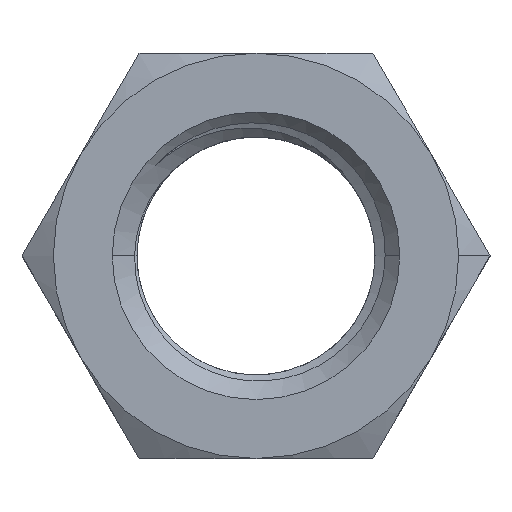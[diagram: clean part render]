
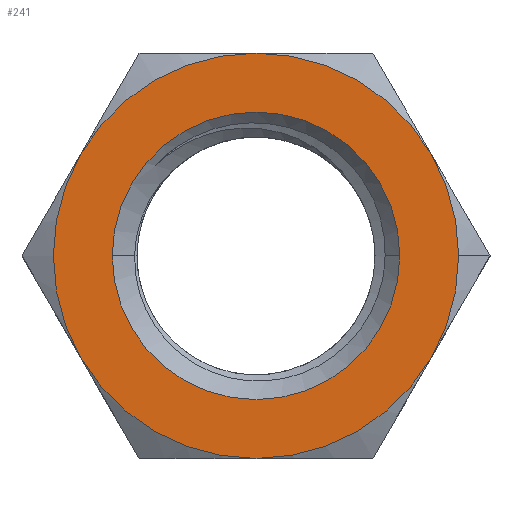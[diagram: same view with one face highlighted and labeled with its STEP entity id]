
A CAD part, top view. The second image highlights one B-rep face of the part: STEP entity #241.
In plain terms, the highlighted planar face has unit normal (0, 0, 1).
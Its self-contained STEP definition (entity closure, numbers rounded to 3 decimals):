
#14 = EDGE_CURVE ( 'NONE', #677, #2141, #1725, .T. ) ;
#21 = CARTESIAN_POINT ( 'NONE',  ( 0., 0., 48. ) ) ;
#43 = CARTESIAN_POINT ( 'NONE',  ( 38.971, -22.5, 48. ) ) ;
#91 = CARTESIAN_POINT ( 'NONE',  ( 0., 0., 48. ) ) ;
#127 = EDGE_CURVE ( 'NONE', #3383, #680, #1592, .T. ) ;
#139 = DIRECTION ( 'NONE',  ( 1., 0., 0. ) ) ;
#193 = DIRECTION ( 'NONE',  ( 0., 0., 1. ) ) ;
#198 = EDGE_CURVE ( 'NONE', #2711, #3383, #3322, .T. ) ;
#241 = ADVANCED_FACE ( 'NONE', ( #1746, #738 ), #2493, .T. ) ;
#311 = DIRECTION ( 'NONE',  ( 1., 0., 0. ) ) ;
#334 = CARTESIAN_POINT ( 'NONE',  ( 0., 0., 48. ) ) ;
#336 = CARTESIAN_POINT ( 'NONE',  ( 0., -45., 48. ) ) ;
#355 = VERTEX_POINT ( 'NONE', #3004 ) ;
#414 = EDGE_CURVE ( 'NONE', #355, #2638, #906, .T. ) ;
#473 = ORIENTED_EDGE ( 'NONE', *, *, #1530, .T. ) ;
#477 = CARTESIAN_POINT ( 'NONE',  ( 45., 0., 48. ) ) ;
#516 = ORIENTED_EDGE ( 'NONE', *, *, #2060, .T. ) ;
#547 = EDGE_CURVE ( 'NONE', #680, #2152, #1900, .T. ) ;
#677 = VERTEX_POINT ( 'NONE', #1797 ) ;
#680 = VERTEX_POINT ( 'NONE', #477 ) ;
#713 = AXIS2_PLACEMENT_3D ( 'NONE', #91, #3311, #1735 ) ;
#738 = FACE_OUTER_BOUND ( 'NONE', #3224, .T. ) ;
#784 = CARTESIAN_POINT ( 'NONE',  ( 38.971, 22.5, 48. ) ) ;
#863 = CIRCLE ( 'NONE', #2220, 45. ) ;
#899 = ORIENTED_EDGE ( 'NONE', *, *, #14, .T. ) ;
#905 = AXIS2_PLACEMENT_3D ( 'NONE', #3102, #1485, #139 ) ;
#906 = CIRCLE ( 'NONE', #713, 31.925 ) ;
#1021 = EDGE_CURVE ( 'NONE', #2141, #2711, #863, .T. ) ;
#1207 = AXIS2_PLACEMENT_3D ( 'NONE', #3121, #2870, #3451 ) ;
#1301 = ORIENTED_EDGE ( 'NONE', *, *, #414, .T. ) ;
#1337 = DIRECTION ( 'NONE',  ( 0., 0., 1. ) ) ;
#1341 = DIRECTION ( 'NONE',  ( 0., 0., 1. ) ) ;
#1363 = DIRECTION ( 'NONE',  ( 1., 0., 0. ) ) ;
#1390 = ORIENTED_EDGE ( 'NONE', *, *, #547, .T. ) ;
#1408 = DIRECTION ( 'NONE',  ( 1., 0., 0. ) ) ;
#1434 = CARTESIAN_POINT ( 'NONE',  ( 0., 45., 48. ) ) ;
#1485 = DIRECTION ( 'NONE',  ( 0., 0., 1. ) ) ;
#1530 = EDGE_CURVE ( 'NONE', #2638, #355, #3054, .T. ) ;
#1552 = CARTESIAN_POINT ( 'NONE',  ( 0., 0., 48. ) ) ;
#1566 = AXIS2_PLACEMENT_3D ( 'NONE', #2155, #2992, #2706 ) ;
#1592 = CIRCLE ( 'NONE', #2336, 45. ) ;
#1640 = DIRECTION ( 'NONE',  ( 0., 0., 1. ) ) ;
#1725 = CIRCLE ( 'NONE', #2163, 45. ) ;
#1729 = VERTEX_POINT ( 'NONE', #1434 ) ;
#1735 = DIRECTION ( 'NONE',  ( 1., 0., 0. ) ) ;
#1746 = FACE_BOUND ( 'NONE', #3263, .T. ) ;
#1788 = AXIS2_PLACEMENT_3D ( 'NONE', #334, #1930, #1408 ) ;
#1797 = CARTESIAN_POINT ( 'NONE',  ( -38.971, 22.5, 48. ) ) ;
#1900 = CIRCLE ( 'NONE', #905, 45. ) ;
#1930 = DIRECTION ( 'NONE',  ( 0., 0., 1. ) ) ;
#2060 = EDGE_CURVE ( 'NONE', #2152, #1729, #2314, .T. ) ;
#2088 = AXIS2_PLACEMENT_3D ( 'NONE', #21, #1337, #1363 ) ;
#2119 = CARTESIAN_POINT ( 'NONE',  ( -38.971, -22.5, 48. ) ) ;
#2141 = VERTEX_POINT ( 'NONE', #2119 ) ;
#2152 = VERTEX_POINT ( 'NONE', #784 ) ;
#2155 = CARTESIAN_POINT ( 'NONE',  ( 0., 0., 48. ) ) ;
#2163 = AXIS2_PLACEMENT_3D ( 'NONE', #2319, #193, #3398 ) ;
#2220 = AXIS2_PLACEMENT_3D ( 'NONE', #3231, #1640, #311 ) ;
#2314 = CIRCLE ( 'NONE', #2397, 45. ) ;
#2319 = CARTESIAN_POINT ( 'NONE',  ( 0., 0., 48. ) ) ;
#2336 = AXIS2_PLACEMENT_3D ( 'NONE', #2436, #1341, #2688 ) ;
#2397 = AXIS2_PLACEMENT_3D ( 'NONE', #1552, #3421, #2400 ) ;
#2400 = DIRECTION ( 'NONE',  ( 1., 0., 0. ) ) ;
#2404 = ORIENTED_EDGE ( 'NONE', *, *, #2930, .T. ) ;
#2436 = CARTESIAN_POINT ( 'NONE',  ( 0., 0., 48. ) ) ;
#2484 = CIRCLE ( 'NONE', #2088, 45. ) ;
#2493 = PLANE ( 'NONE',  #1788 ) ;
#2638 = VERTEX_POINT ( 'NONE', #2994 ) ;
#2688 = DIRECTION ( 'NONE',  ( 1., 0., 0. ) ) ;
#2706 = DIRECTION ( 'NONE',  ( 1., 0., 0. ) ) ;
#2711 = VERTEX_POINT ( 'NONE', #336 ) ;
#2855 = ORIENTED_EDGE ( 'NONE', *, *, #1021, .T. ) ;
#2870 = DIRECTION ( 'NONE',  ( 0., 0., -1. ) ) ;
#2930 = EDGE_CURVE ( 'NONE', #1729, #677, #2484, .T. ) ;
#2970 = ORIENTED_EDGE ( 'NONE', *, *, #198, .T. ) ;
#2992 = DIRECTION ( 'NONE',  ( 0., 0., 1. ) ) ;
#2994 = CARTESIAN_POINT ( 'NONE',  ( -31.925, 0., 48. ) ) ;
#3004 = CARTESIAN_POINT ( 'NONE',  ( 31.925, 0., 48. ) ) ;
#3054 = CIRCLE ( 'NONE', #1207, 31.925 ) ;
#3094 = ORIENTED_EDGE ( 'NONE', *, *, #127, .T. ) ;
#3102 = CARTESIAN_POINT ( 'NONE',  ( 0., 0., 48. ) ) ;
#3121 = CARTESIAN_POINT ( 'NONE',  ( 0., 0., 48. ) ) ;
#3224 = EDGE_LOOP ( 'NONE', ( #3094, #1390, #516, #2404, #899, #2855, #2970 ) ) ;
#3231 = CARTESIAN_POINT ( 'NONE',  ( 0., 0., 48. ) ) ;
#3263 = EDGE_LOOP ( 'NONE', ( #1301, #473 ) ) ;
#3311 = DIRECTION ( 'NONE',  ( 0., 0., -1. ) ) ;
#3322 = CIRCLE ( 'NONE', #1566, 45. ) ;
#3383 = VERTEX_POINT ( 'NONE', #43 ) ;
#3398 = DIRECTION ( 'NONE',  ( 1., 0., 0. ) ) ;
#3421 = DIRECTION ( 'NONE',  ( 0., 0., 1. ) ) ;
#3451 = DIRECTION ( 'NONE',  ( 1., 0., 0. ) ) ;
